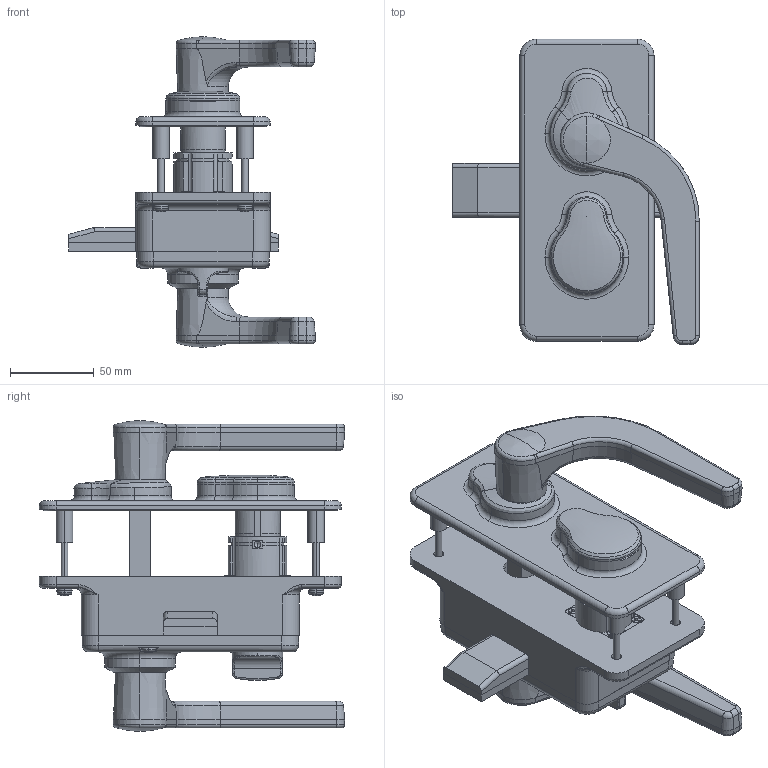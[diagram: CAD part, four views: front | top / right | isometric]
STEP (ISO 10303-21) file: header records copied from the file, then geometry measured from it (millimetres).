
FILE_DESCRIPTION (( 'STEP AP203' ), '1' );
FILE_NAME ('A-343-A-R.STEP', '2021-06-10T05:54:19', ( '' ), ( '' ), 'SwSTEP 2.0', 'SolidWorks 2018', '' );
FILE_SCHEMA (( 'CONFIG_CONTROL_DESIGN' ));
Length unit declared in the file: millimetre
Products named in the file (18): A-343-A-R_cross-recessed flat head screw_ver1.03__M4x6十字穴付小頭皿小ねじ(SUS)サッシビス; A-343-A-R_thumbturn_; A-343-A-R_packing_; A-343-A-R_handleB_; A-343-A-R_lock joint case_; A-343-A-R_cross-recessed head machine screw_ver1.05__M5x40十字穴付なべ小ねじ(鉄)SWシングルセムス(P2); C-375-D_housing_; A-343-A-R_cover_; A-343-A-R; A-343-A-R_dead bolt_; A-343-A-R_cap_; C-375-D_; C-375-D_rotor_; A-343-A-R_handleA_; A-343-A-R_cross-recessed head machine screw_ver1.05__M5x20十字穴付なべ小ねじ(鉄); A-343-A-R_body_; A-343-A-R_square shaft_; A-343-A-R_panelA_
Assembly tree (26 placements, depth 3):
  A-343-A-R
    A-343-A-R_panelA_
    A-343-A-R_cap_
    A-343-A-R_packing_
    A-343-A-R_body_
    A-343-A-R_cover_
    A-343-A-R_thumbturn_
    A-343-A-R_lock joint case_
    A-343-A-R_dead bolt_
    A-343-A-R_handleA_
    A-343-A-R_handleB_
    A-343-A-R_square shaft_
    A-343-A-R_cross-recessed head machine screw_ver1.05__M5x20十字穴付なべ小ねじ(鉄)  x4
    C-375-D_
      C-375-D_housing_
      C-375-D_rotor_
    A-343-A-R_cross-recessed flat head screw_ver1.03__M4x6十字穴付小頭皿小ねじ(SUS)サッシビス  x4
    A-343-A-R_cross-recessed head machine screw_ver1.05__M5x40十字穴付なべ小ねじ(鉄)SWシングルセムス(P2)  x4
Bounding box: 147 x 182 x 185.1 mm (x, y, z)
Volume: 511415.6 mm3; surface area: 211010.3 mm2
Topology: 25 solids, 25 shells, 1292 faces, 3264 edges, 2049 vertices
Faces by surface type: plane 550, cylinder 423, cone 177, torus 88, bspline 34, sphere 20
Entity records: 35386 total; most frequent: CARTESIAN_POINT 9962, DIRECTION 5147, ORIENTED_EDGE 4724, EDGE_CURVE 2362, AXIS2_PLACEMENT_3D 1969, VERTEX_POINT 1485, LINE 1209, VECTOR 1209
